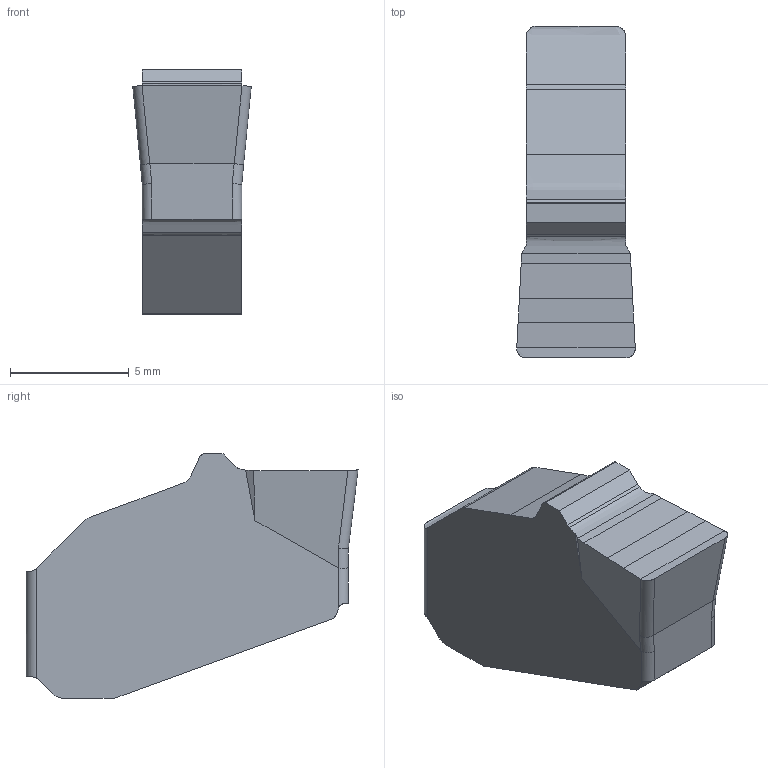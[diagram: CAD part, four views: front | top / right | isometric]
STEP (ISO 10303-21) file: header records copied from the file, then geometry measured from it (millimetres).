
FILE_DESCRIPTION(/* description */ (''),/* implementation_level */ '2;1');
FILE_NAME(/* name */ 'aaa340050_a.stp',/* time_stamp */ '2019-10-01T11:01:52+02:00',/* author */ (''),/* organization */ ('SMS'),/* preprocessor_version */ 'ST-DEVELOPER v16.7',/* originating_system */ 'SIEMENS PLM Software NX 12.0',/* authorisation */ '');
FILE_SCHEMA (('AUTOMOTIVE_DESIGN { 1 0 10303 214 3 1 1 1 }'));
Length unit declared in the file: millimetre
Products named in the file (1): AAA340050_A
Bounding box: 5 x 14 x 10.3 mm (x, y, z)
Volume: 423 mm3; surface area: 373 mm2
Topology: 1 solids, 1 shells, 41 faces, 116 edges, 79 vertices
Faces by surface type: plane 20, cylinder 13, extrusion 8
Entity records: 1783 total; most frequent: CARTESIAN_POINT 699, ORIENTED_EDGE 230, DIRECTION 188, EDGE_CURVE 115, VERTEX_POINT 76, VECTOR 76, LINE 68, AXIS2_PLACEMENT_3D 56
